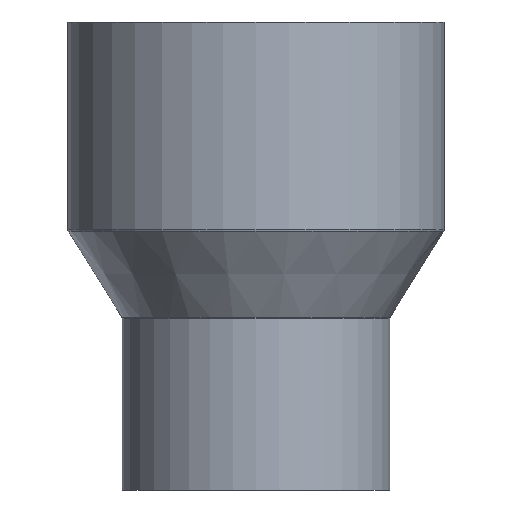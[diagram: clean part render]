
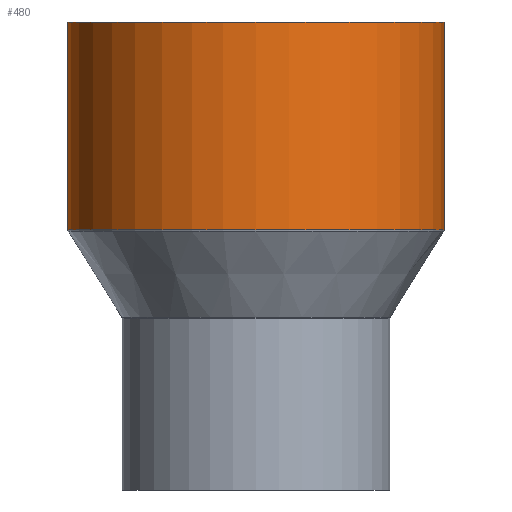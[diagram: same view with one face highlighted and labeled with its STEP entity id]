
A CAD part, front view. The second image highlights one B-rep face of the part: STEP entity #480.
In plain terms, the highlighted cylindrical face has radius 112.5 mm (diameter 225 mm), a partial arc.
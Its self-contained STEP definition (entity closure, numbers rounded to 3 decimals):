
#11 = DIRECTION ( 'NONE',  ( 0., 0., -1. ) ) ;
#42 = EDGE_LOOP ( 'NONE', ( #202, #118, #223, #68 ) ) ;
#44 = CARTESIAN_POINT ( 'NONE',  ( 0., 0., -16.533 ) ) ;
#47 = CARTESIAN_POINT ( 'NONE',  ( 0., 0., 146.28 ) ) ;
#49 = DIRECTION ( 'NONE',  ( -1., 0., 0. ) ) ;
#59 = VERTEX_POINT ( 'NONE', #233 ) ;
#67 = CARTESIAN_POINT ( 'NONE',  ( -112.5, 0., 146.28 ) ) ;
#68 = ORIENTED_EDGE ( 'NONE', *, *, #628, .F. ) ;
#118 = ORIENTED_EDGE ( 'NONE', *, *, #565, .T. ) ;
#139 = DIRECTION ( 'NONE',  ( 0., 0., -1. ) ) ;
#181 = DIRECTION ( 'NONE',  ( -1., 0., 0. ) ) ;
#186 = AXIS2_PLACEMENT_3D ( 'NONE', #47, #139, #190 ) ;
#190 = DIRECTION ( 'NONE',  ( -1., 0., 0. ) ) ;
#202 = ORIENTED_EDGE ( 'NONE', *, *, #203, .F. ) ;
#203 = EDGE_CURVE ( 'NONE', #413, #59, #450, .T. ) ;
#223 = ORIENTED_EDGE ( 'NONE', *, *, #485, .T. ) ;
#233 = CARTESIAN_POINT ( 'NONE',  ( 112.5, 0., 21.854 ) ) ;
#244 = DIRECTION ( 'NONE',  ( 0., 0., -1. ) ) ;
#251 = CIRCLE ( 'NONE', #186, 112.5 ) ;
#255 = CARTESIAN_POINT ( 'NONE',  ( -112.5, 0., 21.854 ) ) ;
#266 = AXIS2_PLACEMENT_3D ( 'NONE', #611, #244, #49 ) ;
#277 = CIRCLE ( 'NONE', #266, 112.5 ) ;
#281 = CARTESIAN_POINT ( 'NONE',  ( 112.5, 0., 146.28 ) ) ;
#373 = VERTEX_POINT ( 'NONE', #67 ) ;
#381 = FACE_OUTER_BOUND ( 'NONE', #42, .T. ) ;
#382 = LINE ( 'NONE', #586, #558 ) ;
#413 = VERTEX_POINT ( 'NONE', #281 ) ;
#450 = LINE ( 'NONE', #463, #627 ) ;
#463 = CARTESIAN_POINT ( 'NONE',  ( 112.5, 0., -16.533 ) ) ;
#480 = ADVANCED_FACE ( 'NONE', ( #381 ), #640, .T. ) ;
#485 = EDGE_CURVE ( 'NONE', #373, #650, #382, .T. ) ;
#491 = DIRECTION ( 'NONE',  ( 0., 0., -1. ) ) ;
#516 = AXIS2_PLACEMENT_3D ( 'NONE', #44, #491, #181 ) ;
#558 = VECTOR ( 'NONE', #641, 1000. ) ;
#565 = EDGE_CURVE ( 'NONE', #413, #373, #251, .T. ) ;
#586 = CARTESIAN_POINT ( 'NONE',  ( -112.5, 0., -16.533 ) ) ;
#611 = CARTESIAN_POINT ( 'NONE',  ( 0., 0., 21.854 ) ) ;
#627 = VECTOR ( 'NONE', #11, 1000. ) ;
#628 = EDGE_CURVE ( 'NONE', #59, #650, #277, .T. ) ;
#640 = CYLINDRICAL_SURFACE ( 'NONE', #516, 112.5 ) ;
#641 = DIRECTION ( 'NONE',  ( 0., 0., -1. ) ) ;
#650 = VERTEX_POINT ( 'NONE', #255 ) ;
